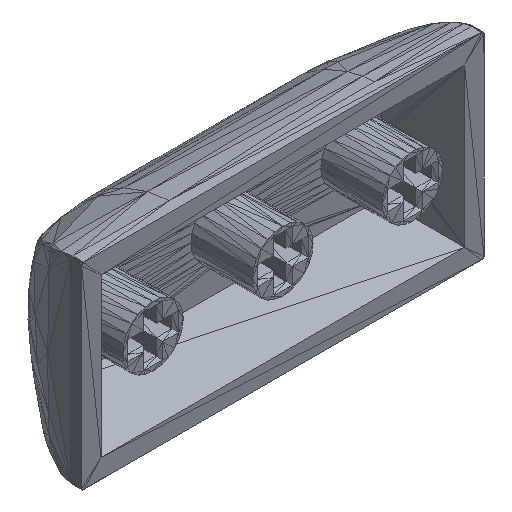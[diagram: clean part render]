
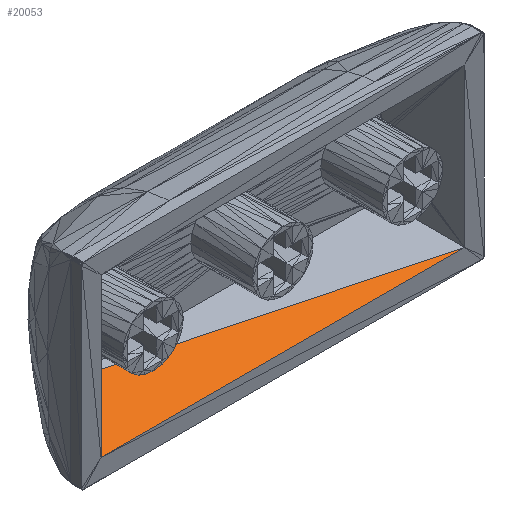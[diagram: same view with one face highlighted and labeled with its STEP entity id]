
A CAD part, isometric view. The second image highlights one B-rep face of the part: STEP entity #20053.
In plain terms, the highlighted planar face has unit normal (0, -0.346, 0.938).
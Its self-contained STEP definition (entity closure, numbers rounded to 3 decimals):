
#9576 = VERTEX_POINT('',#9577);
#9577 = CARTESIAN_POINT('',(-6.614,0.,-2.874));
#12641 = VERTEX_POINT('',#12642);
#12642 = CARTESIAN_POINT('',(-5.787,2.244,
    -2.047));
#17087 = VERTEX_POINT('',#17088);
#17088 = CARTESIAN_POINT('',(6.614,0.,-2.874));
#19883 = EDGE_CURVE('',#9576,#12641,#19884,.T.);
#19884 = LINE('',#19885,#19886);
#19885 = CARTESIAN_POINT('',(-6.614,0.,-2.874));
#19886 = VECTOR('',#19887,1.);
#19887 = DIRECTION('',(0.327,0.887,0.327));
#20042 = EDGE_CURVE('',#12641,#17087,#20043,.T.);
#20043 = LINE('',#20044,#20045);
#20044 = CARTESIAN_POINT('',(-5.787,2.244,
    -2.047));
#20045 = VECTOR('',#20046,1.);
#20046 = DIRECTION('',(0.982,-0.178,
    -0.065));
#20053 = ADVANCED_FACE('',(#20054),#20064,.T.);
#20054 = FACE_BOUND('',#20055,.T.);
#20055 = EDGE_LOOP('',(#20056,#20057,#20058));
#20056 = ORIENTED_EDGE('',*,*,#20042,.F.);
#20057 = ORIENTED_EDGE('',*,*,#19883,.F.);
#20058 = ORIENTED_EDGE('',*,*,#20059,.T.);
#20059 = EDGE_CURVE('',#9576,#17087,#20060,.T.);
#20060 = LINE('',#20061,#20062);
#20061 = CARTESIAN_POINT('',(-6.614,0.,-2.874));
#20062 = VECTOR('',#20063,1.);
#20063 = DIRECTION('',(1.,0.,0.));
#20064 = PLANE('',#20065);
#20065 = AXIS2_PLACEMENT_3D('',#20066,#20067,#20068);
#20066 = CARTESIAN_POINT('',(-0.369,0.599,
    -2.653));
#20067 = DIRECTION('',(0.,-0.346,
    0.938));
#20068 = DIRECTION('',(0.,0.938,0.346)
  );
